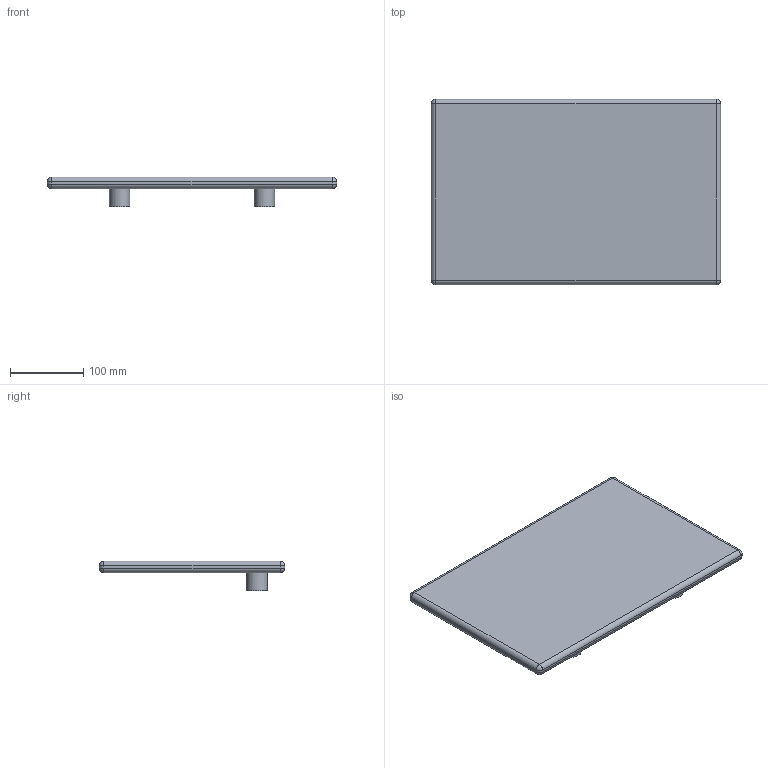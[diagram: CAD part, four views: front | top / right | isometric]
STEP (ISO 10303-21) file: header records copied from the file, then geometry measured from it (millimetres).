
FILE_DESCRIPTION(('Open CASCADE Model'),'2;1');
FILE_NAME('Open CASCADE Shape Model','2025-05-07T23:27:58',('Author'),( 'Open CASCADE'),'Open CASCADE STEP processor 7.8','build123d', 'Unknown');
FILE_SCHEMA(('AUTOMOTIVE_DESIGN { 1 0 10303 214 1 1 1 1 }'));
Length unit declared in the file: millimetre
Products named in the file (1): COMPOUND
Bounding box: 396.24 x 254 x 40.64 mm (x, y, z)
Volume: 1605404.3 mm3; surface area: 219216.3 mm2
Topology: 1 solids, 1 shells, 34 faces, 68 edges, 32 vertices
Faces by surface type: cylinder 16, plane 10, sphere 8
Full cylindrical faces by diameter (mm): 28 x2, 30 x2
Entity records: 1562 total; most frequent: CARTESIAN_POINT 279, DIRECTION 250, ORIENTED_EDGE 120, PCURVE 120, DEFINITIONAL_REPRESENTATION 120, LINE 108, VECTOR 108, AXIS2_PLACEMENT_3D 67
